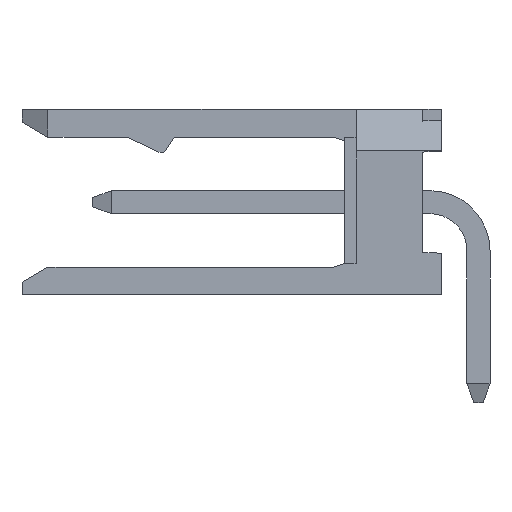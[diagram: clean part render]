
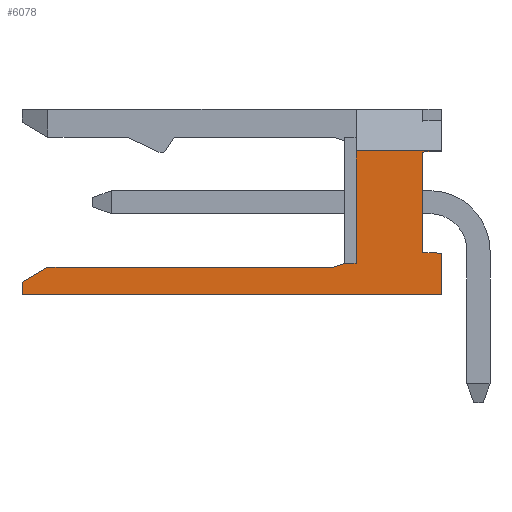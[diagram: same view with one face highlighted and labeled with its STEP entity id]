
A CAD part, left-side view. The second image highlights one B-rep face of the part: STEP entity #6078.
In plain terms, the highlighted planar face has unit normal (-1, 0, 0).
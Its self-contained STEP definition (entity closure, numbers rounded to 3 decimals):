
#765=ORIENTED_EDGE('',*,*,#1321,.F.);
#766=ORIENTED_EDGE('',*,*,#1516,.F.);
#767=ORIENTED_EDGE('',*,*,#1735,.T.);
#768=ORIENTED_EDGE('',*,*,#1728,.F.);
#769=ORIENTED_EDGE('',*,*,#1581,.F.);
#770=ORIENTED_EDGE('',*,*,#1736,.F.);
#771=ORIENTED_EDGE('',*,*,#1737,.T.);
#772=ORIENTED_EDGE('',*,*,#1732,.T.);
#773=ORIENTED_EDGE('',*,*,#1726,.T.);
#774=ORIENTED_EDGE('',*,*,#1738,.F.);
#775=ORIENTED_EDGE('',*,*,#1543,.F.);
#776=ORIENTED_EDGE('',*,*,#1635,.F.);
#777=ORIENTED_EDGE('',*,*,#1633,.F.);
#1321=EDGE_CURVE('',#1952,#1953,#2357,.T.);
#1516=EDGE_CURVE('',#2102,#1952,#2547,.T.);
#1543=EDGE_CURVE('',#2125,#2126,#2574,.T.);
#1581=EDGE_CURVE('',#2156,#2157,#2612,.T.);
#1633=EDGE_CURVE('',#1953,#2198,#2663,.T.);
#1635=EDGE_CURVE('',#2198,#2125,#2665,.T.);
#1726=EDGE_CURVE('',#2245,#2244,#2752,.T.);
#1728=EDGE_CURVE('',#2157,#2246,#2754,.T.);
#1732=EDGE_CURVE('',#2248,#2245,#2758,.T.);
#1735=EDGE_CURVE('',#2102,#2246,#2761,.T.);
#1736=EDGE_CURVE('',#2250,#2156,#2762,.T.);
#1737=EDGE_CURVE('',#2250,#2248,#2763,.T.);
#1738=EDGE_CURVE('',#2126,#2244,#2764,.T.);
#1952=VERTEX_POINT('',#7607);
#1953=VERTEX_POINT('',#7609);
#2102=VERTEX_POINT('',#8000);
#2125=VERTEX_POINT('',#8053);
#2126=VERTEX_POINT('',#8055);
#2156=VERTEX_POINT('',#8125);
#2157=VERTEX_POINT('',#8127);
#2198=VERTEX_POINT('',#8227);
#2244=VERTEX_POINT('',#8414);
#2245=VERTEX_POINT('',#8416);
#2246=VERTEX_POINT('',#8420);
#2248=VERTEX_POINT('',#8428);
#2250=VERTEX_POINT('',#8435);
#2357=LINE('',#7608,#2966);
#2547=LINE('',#8001,#3156);
#2574=LINE('',#8054,#3183);
#2612=LINE('',#8126,#3221);
#2663=LINE('',#8226,#3272);
#2665=LINE('',#8230,#3274);
#2752=LINE('',#8415,#3361);
#2754=LINE('',#8419,#3363);
#2758=LINE('',#8427,#3367);
#2761=LINE('',#8433,#3370);
#2762=LINE('',#8434,#3371);
#2763=LINE('',#8436,#3372);
#2764=LINE('',#8437,#3373);
#2966=VECTOR('',#6475,1000.);
#3156=VECTOR('',#6771,1000.);
#3183=VECTOR('',#6804,1000.);
#3221=VECTOR('',#6848,1000.);
#3272=VECTOR('',#6915,1000.);
#3274=VECTOR('',#6919,1000.);
#3361=VECTOR('',#7110,1000.);
#3363=VECTOR('',#7114,1000.);
#3367=VECTOR('',#7122,1000.);
#3370=VECTOR('',#7127,1000.);
#3371=VECTOR('',#7128,1000.);
#3372=VECTOR('',#7129,1000.);
#3373=VECTOR('',#7130,1000.);
#3698=EDGE_LOOP('',(#765,#766,#767,#768,#769,#770,#771,#772,#773,#774,#775,
#776,#777));
#3946=FACE_BOUND('',#3698,.T.);
#4179=PLANE('',#6333);
#6078=ADVANCED_FACE('',(#3946),#4179,.T.);
#6333=AXIS2_PLACEMENT_3D('',#8432,#7125,#7126);
#6475=DIRECTION('',(0.,-1.,0.));
#6771=DIRECTION('',(0.,0.,1.));
#6804=DIRECTION('',(0.,-0.316,-0.949));
#6848=DIRECTION('',(0.,1.,0.));
#6915=DIRECTION('',(0.,-0.5,-0.866));
#6919=DIRECTION('',(0.,0.,-1.));
#7110=DIRECTION('',(0.,1.,0.));
#7114=DIRECTION('',(0.,0.052,-0.999));
#7122=DIRECTION('',(0.,0.,1.));
#7125=DIRECTION('',(-1.,0.,0.));
#7126=DIRECTION('',(0.,-1.,0.));
#7127=DIRECTION('',(0.,-1.,0.));
#7128=DIRECTION('',(0.,0.052,0.999));
#7129=DIRECTION('',(0.,-1.,0.));
#7130=DIRECTION('',(0.,0.,-1.));
#7607=CARTESIAN_POINT('',(-12.4,5.,11.3));
#7608=CARTESIAN_POINT('',(-12.4,0.,11.3));
#7609=CARTESIAN_POINT('',(-12.4,4.654,11.3));
#8000=CARTESIAN_POINT('',(-12.4,5.,0.));
#8001=CARTESIAN_POINT('',(-12.4,5.,0.));
#8053=CARTESIAN_POINT('',(-12.4,4.25,2.9));
#8054=CARTESIAN_POINT('',(-12.4,4.25,2.9));
#8055=CARTESIAN_POINT('',(-12.4,4.15,2.6));
#8125=CARTESIAN_POINT('',(-12.4,1.15,0.5));
#8126=CARTESIAN_POINT('',(-12.4,0.,0.5));
#8127=CARTESIAN_POINT('',(-12.4,3.85,0.5));
#8226=CARTESIAN_POINT('',(-12.4,-1.87,0.));
#8227=CARTESIAN_POINT('',(-12.4,4.25,10.6));
#8230=CARTESIAN_POINT('',(-12.4,4.25,0.));
#8414=CARTESIAN_POINT('',(-12.4,4.15,2.3));
#8415=CARTESIAN_POINT('',(-12.4,0.,2.3));
#8416=CARTESIAN_POINT('',(-12.4,1.12,2.3));
#8419=CARTESIAN_POINT('',(-12.4,3.876,0.));
#8420=CARTESIAN_POINT('',(-12.4,3.876,0.));
#8427=CARTESIAN_POINT('',(-12.4,1.12,1.3));
#8428=CARTESIAN_POINT('',(-12.4,1.12,0.));
#8432=CARTESIAN_POINT('',(-12.4,2.5,5.65));
#8433=CARTESIAN_POINT('',(-12.4,5.,0.));
#8434=CARTESIAN_POINT('',(-12.4,1.124,0.));
#8435=CARTESIAN_POINT('',(-12.4,1.124,0.));
#8436=CARTESIAN_POINT('',(-12.4,0.,0.));
#8437=CARTESIAN_POINT('',(-12.4,4.15,0.));
